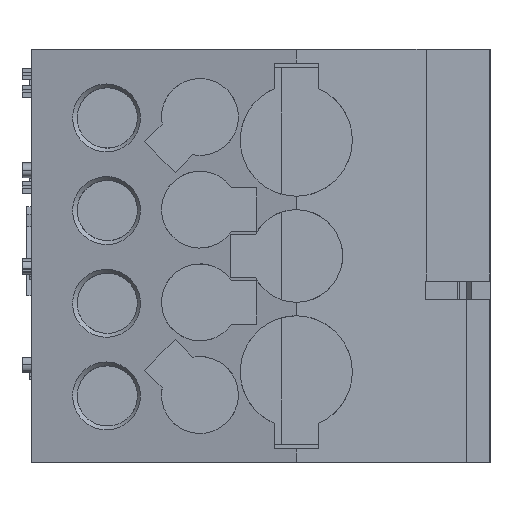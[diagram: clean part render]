
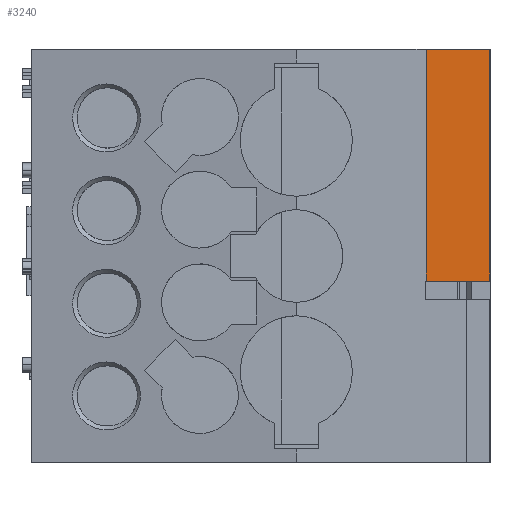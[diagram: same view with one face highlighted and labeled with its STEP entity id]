
A CAD part, left-side view. The second image highlights one B-rep face of the part: STEP entity #3240.
In plain terms, the highlighted planar face has unit normal (-1, 0, 0).
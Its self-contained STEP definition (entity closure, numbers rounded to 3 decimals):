
#3240 = ADVANCED_FACE('',(#3241),#3255,.F.);
#3241 = FACE_BOUND('',#3242,.T.);
#3242 = EDGE_LOOP('',(#3243,#3278,#3306,#3334));
#3243 = ORIENTED_EDGE('',*,*,#3244,.F.);
#3244 = EDGE_CURVE('',#3245,#3247,#3249,.T.);
#3245 = VERTEX_POINT('',#3246);
#3246 = CARTESIAN_POINT('',(-55.1,-3.044,19.6));
#3247 = VERTEX_POINT('',#3248);
#3248 = CARTESIAN_POINT('',(-55.1,3.856,19.6));
#3249 = SURFACE_CURVE('',#3250,(#3254,#3266),.PCURVE_S1.);
#3250 = LINE('',#3251,#3252);
#3251 = CARTESIAN_POINT('',(-55.1,-3.044,19.6));
#3252 = VECTOR('',#3253,1.);
#3253 = DIRECTION('',(0.,1.,0.));
#3254 = PCURVE('',#3255,#3260);
#3255 = PLANE('',#3256);
#3256 = AXIS2_PLACEMENT_3D('',#3257,#3258,#3259);
#3257 = CARTESIAN_POINT('',(-55.1,-3.044,44.6));
#3258 = DIRECTION('',(1.,0.,0.));
#3259 = DIRECTION('',(0.,0.,1.));
#3260 = DEFINITIONAL_REPRESENTATION('',(#3261),#3265);
#3261 = LINE('',#3262,#3263);
#3262 = CARTESIAN_POINT('',(-25.,0.));
#3263 = VECTOR('',#3264,1.);
#3264 = DIRECTION('',(0.,-1.));
#3265 = ( GEOMETRIC_REPRESENTATION_CONTEXT(2) 
PARAMETRIC_REPRESENTATION_CONTEXT() REPRESENTATION_CONTEXT('2D SPACE',''
  ) );
#3266 = PCURVE('',#3267,#3272);
#3267 = PLANE('',#3268);
#3268 = AXIS2_PLACEMENT_3D('',#3269,#3270,#3271);
#3269 = CARTESIAN_POINT('',(-17.459,-1.011,19.6));
#3270 = DIRECTION('',(0.,0.,1.));
#3271 = DIRECTION('',(0.,-1.,0.));
#3272 = DEFINITIONAL_REPRESENTATION('',(#3273),#3277);
#3273 = LINE('',#3274,#3275);
#3274 = CARTESIAN_POINT('',(2.033,-37.641));
#3275 = VECTOR('',#3276,1.);
#3276 = DIRECTION('',(-1.,0.));
#3277 = ( GEOMETRIC_REPRESENTATION_CONTEXT(2) 
PARAMETRIC_REPRESENTATION_CONTEXT() REPRESENTATION_CONTEXT('2D SPACE',''
  ) );
#3278 = ORIENTED_EDGE('',*,*,#3279,.F.);
#3279 = EDGE_CURVE('',#3280,#3245,#3282,.T.);
#3280 = VERTEX_POINT('',#3281);
#3281 = CARTESIAN_POINT('',(-55.1,-3.044,44.6));
#3282 = SURFACE_CURVE('',#3283,(#3287,#3294),.PCURVE_S1.);
#3283 = LINE('',#3284,#3285);
#3284 = CARTESIAN_POINT('',(-55.1,-3.044,44.6));
#3285 = VECTOR('',#3286,1.);
#3286 = DIRECTION('',(0.,0.,-1.));
#3287 = PCURVE('',#3255,#3288);
#3288 = DEFINITIONAL_REPRESENTATION('',(#3289),#3293);
#3289 = LINE('',#3290,#3291);
#3290 = CARTESIAN_POINT('',(0.,0.));
#3291 = VECTOR('',#3292,1.);
#3292 = DIRECTION('',(-1.,0.));
#3293 = ( GEOMETRIC_REPRESENTATION_CONTEXT(2) 
PARAMETRIC_REPRESENTATION_CONTEXT() REPRESENTATION_CONTEXT('2D SPACE',''
  ) );
#3294 = PCURVE('',#3295,#3300);
#3295 = PLANE('',#3296);
#3296 = AXIS2_PLACEMENT_3D('',#3297,#3298,#3299);
#3297 = CARTESIAN_POINT('',(37.4,-3.044,0.));
#3298 = DIRECTION('',(0.,-1.,0.));
#3299 = DIRECTION('',(0.,0.,-1.));
#3300 = DEFINITIONAL_REPRESENTATION('',(#3301),#3305);
#3301 = LINE('',#3302,#3303);
#3302 = CARTESIAN_POINT('',(-44.6,-92.5));
#3303 = VECTOR('',#3304,1.);
#3304 = DIRECTION('',(1.,0.));
#3305 = ( GEOMETRIC_REPRESENTATION_CONTEXT(2) 
PARAMETRIC_REPRESENTATION_CONTEXT() REPRESENTATION_CONTEXT('2D SPACE',''
  ) );
#3306 = ORIENTED_EDGE('',*,*,#3307,.F.);
#3307 = EDGE_CURVE('',#3308,#3280,#3310,.T.);
#3308 = VERTEX_POINT('',#3309);
#3309 = CARTESIAN_POINT('',(-55.1,3.856,44.6));
#3310 = SURFACE_CURVE('',#3311,(#3315,#3322),.PCURVE_S1.);
#3311 = LINE('',#3312,#3313);
#3312 = CARTESIAN_POINT('',(-55.1,3.856,44.6));
#3313 = VECTOR('',#3314,1.);
#3314 = DIRECTION('',(0.,-1.,0.));
#3315 = PCURVE('',#3255,#3316);
#3316 = DEFINITIONAL_REPRESENTATION('',(#3317),#3321);
#3317 = LINE('',#3318,#3319);
#3318 = CARTESIAN_POINT('',(0.,-6.9));
#3319 = VECTOR('',#3320,1.);
#3320 = DIRECTION('',(0.,1.));
#3321 = ( GEOMETRIC_REPRESENTATION_CONTEXT(2) 
PARAMETRIC_REPRESENTATION_CONTEXT() REPRESENTATION_CONTEXT('2D SPACE',''
  ) );
#3322 = PCURVE('',#3323,#3328);
#3323 = PLANE('',#3324);
#3324 = AXIS2_PLACEMENT_3D('',#3325,#3326,#3327);
#3325 = CARTESIAN_POINT('',(-8.6,18.647,44.6));
#3326 = DIRECTION('',(0.,0.,1.));
#3327 = DIRECTION('',(0.,-1.,0.));
#3328 = DEFINITIONAL_REPRESENTATION('',(#3329),#3333);
#3329 = LINE('',#3330,#3331);
#3330 = CARTESIAN_POINT('',(14.791,-46.5));
#3331 = VECTOR('',#3332,1.);
#3332 = DIRECTION('',(1.,0.));
#3333 = ( GEOMETRIC_REPRESENTATION_CONTEXT(2) 
PARAMETRIC_REPRESENTATION_CONTEXT() REPRESENTATION_CONTEXT('2D SPACE',''
  ) );
#3334 = ORIENTED_EDGE('',*,*,#3335,.F.);
#3335 = EDGE_CURVE('',#3247,#3308,#3336,.T.);
#3336 = SURFACE_CURVE('',#3337,(#3341,#3348),.PCURVE_S1.);
#3337 = LINE('',#3338,#3339);
#3338 = CARTESIAN_POINT('',(-55.1,3.856,19.6));
#3339 = VECTOR('',#3340,1.);
#3340 = DIRECTION('',(0.,0.,1.));
#3341 = PCURVE('',#3255,#3342);
#3342 = DEFINITIONAL_REPRESENTATION('',(#3343),#3347);
#3343 = LINE('',#3344,#3345);
#3344 = CARTESIAN_POINT('',(-25.,-6.9));
#3345 = VECTOR('',#3346,1.);
#3346 = DIRECTION('',(1.,0.));
#3347 = ( GEOMETRIC_REPRESENTATION_CONTEXT(2) 
PARAMETRIC_REPRESENTATION_CONTEXT() REPRESENTATION_CONTEXT('2D SPACE',''
  ) );
#3348 = PCURVE('',#3349,#3354);
#3349 = PLANE('',#3350);
#3350 = AXIS2_PLACEMENT_3D('',#3351,#3352,#3353);
#3351 = CARTESIAN_POINT('',(-58.4,3.856,0.));
#3352 = DIRECTION('',(0.,1.,0.));
#3353 = DIRECTION('',(0.,0.,1.));
#3354 = DEFINITIONAL_REPRESENTATION('',(#3355),#3359);
#3355 = LINE('',#3356,#3357);
#3356 = CARTESIAN_POINT('',(19.6,3.3));
#3357 = VECTOR('',#3358,1.);
#3358 = DIRECTION('',(1.,0.));
#3359 = ( GEOMETRIC_REPRESENTATION_CONTEXT(2) 
PARAMETRIC_REPRESENTATION_CONTEXT() REPRESENTATION_CONTEXT('2D SPACE',''
  ) );
